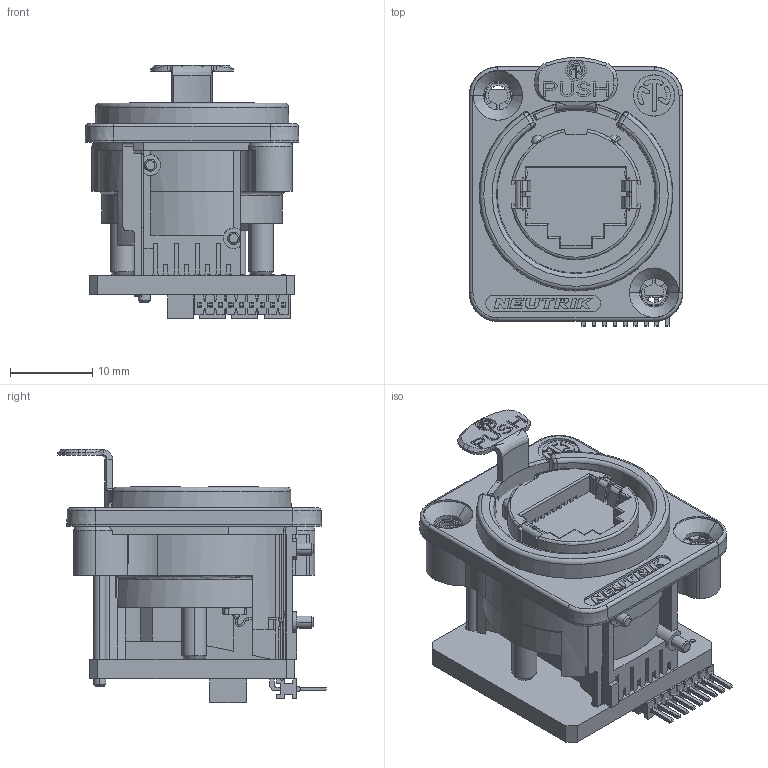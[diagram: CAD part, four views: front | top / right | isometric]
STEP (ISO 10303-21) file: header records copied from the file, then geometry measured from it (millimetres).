
FILE_DESCRIPTION((''),'2;1');
FILE_NAME('NE8FDH-M-MB','2022-06-09T11:29:54',('phk'),(''),'CREO PARAMETRIC BY PTC INC, 2021184','CREO PARAMETRIC BY PTC INC, 2021184','');
FILE_SCHEMA(('CONFIG_CONTROL_DESIGN'));
Products named in the file (1): NE8FDH-M-MB
Bounding box: 26 x 32.67 x 30.85 mm (x, y, z)
Volume: 10000.1 mm3; surface area: 10087.2 mm2
Topology: 17 solids, 17 shells, 2347 faces, 6267 edges, 4001 vertices
Faces by surface type: plane 1587, cylinder 433, bspline 199, cone 82, torus 31, sphere 15
Entity records: 77909 total; most frequent: CARTESIAN_POINT 20244, ORIENTED_EDGE 12516, DIRECTION 11124, EDGE_CURVE 6258, VECTOR 4578, LINE 4578, VERTEX_POINT 4001, AXIS2_PLACEMENT_3D 3273
